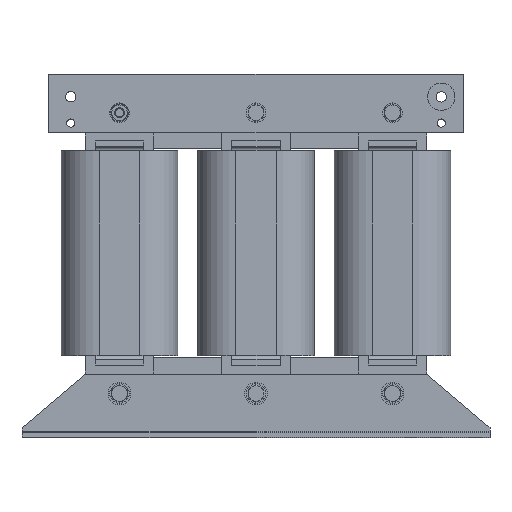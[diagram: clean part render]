
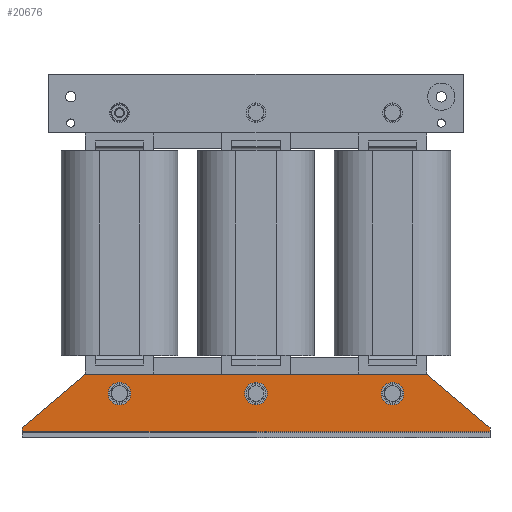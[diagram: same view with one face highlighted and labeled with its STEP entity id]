
A CAD part, top view. The second image highlights one B-rep face of the part: STEP entity #20676.
In plain terms, the highlighted planar face has unit normal (0, 0, 1).
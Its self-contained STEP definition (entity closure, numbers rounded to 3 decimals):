
#408 = FACE_BOUND ( 'NONE', #23664, .T. ) ;
#525 = DIRECTION ( 'NONE',  ( 0., 0., -1. ) ) ;
#712 = DIRECTION ( 'NONE',  ( 0., 0., -1. ) ) ;
#1282 = VECTOR ( 'NONE', #24963, 1000. ) ;
#1397 = EDGE_CURVE ( 'Defeature ausgef�hrt1_783+Defeature ausgef�hrt1_727+Defeature ausgef�hrt1_728+Defeature ausgef�hrt1_726', #23110, #18396, #24342, .T. ) ;
#1897 = CARTESIAN_POINT ( 'NONE',  ( 240., -35., 42.25 ) ) ;
#1997 = EDGE_CURVE ( 'Defeature ausgef�hrt1_727+Defeature ausgef�hrt1_655+Defeature ausgef�hrt1_655+Defeature ausgef�hrt1_655', #21919, #27747, #20143, .T. ) ;
#2349 = VECTOR ( 'NONE', #17301, 1000. ) ;
#2492 = CARTESIAN_POINT ( 'NONE',  ( 140., 0., 42.25 ) ) ;
#2542 = VECTOR ( 'NONE', #17511, 1000. ) ;
#2932 = ORIENTED_EDGE ( 'NONE', *, *, #26858, .T. ) ;
#2943 = DIRECTION ( 'NONE',  ( 1., 0., 0. ) ) ;
#3019 = VERTEX_POINT ( 'NONE', #15614 ) ;
#3233 = CIRCLE ( 'NONE', #19580, 11.5 ) ;
#3968 = EDGE_CURVE ( 'Defeature ausgef�hrt1_726+Defeature ausgef�hrt1_727+Defeature ausgef�hrt1_783+Defeature ausgef�hrt1_661', #18396, #21969, #27432, .T. ) ;
#4083 = VECTOR ( 'NONE', #7729, 1000. ) ;
#4569 = DIRECTION ( 'NONE',  ( 0., -1., 0. ) ) ;
#4623 = ORIENTED_EDGE ( 'NONE', *, *, #10639, .T. ) ;
#4934 = CARTESIAN_POINT ( 'NONE',  ( -140., 0., 42.25 ) ) ;
#5478 = ORIENTED_EDGE ( 'NONE', *, *, #24997, .T. ) ;
#5758 = ORIENTED_EDGE ( 'NONE', *, *, #7502, .F. ) ;
#5781 = DIRECTION ( 'NONE',  ( 0., -1., 0. ) ) ;
#6283 = EDGE_CURVE ( 'Defeature ausgef�hrt1_727+Defeature ausgef�hrt1_654+Defeature ausgef�hrt1_654+Defeature ausgef�hrt1_654', #3019, #28654, #8167, .T. ) ;
#6306 = DIRECTION ( 'NONE',  ( 0.763, -0.646, 0. ) ) ;
#6358 = CARTESIAN_POINT ( 'NONE',  ( -240., -39., 42.25 ) ) ;
#6432 = VERTEX_POINT ( 'NONE', #27758 ) ;
#6677 = EDGE_LOOP ( 'NONE', ( #4623, #22681 ) ) ;
#6902 = DIRECTION ( 'NONE',  ( 0., 0., -1. ) ) ;
#7057 = FACE_BOUND ( 'NONE', #6677, .T. ) ;
#7088 = DIRECTION ( 'NONE',  ( 0., 0., -1. ) ) ;
#7502 = EDGE_CURVE ( 'Defeature ausgef�hrt1_659+Defeature ausgef�hrt1_727+Defeature ausgef�hrt1_653+Defeature ausgef�hrt1_728', #18967, #22752, #19907, .T. ) ;
#7729 = DIRECTION ( 'NONE',  ( -1., 0., 0. ) ) ;
#7789 = CIRCLE ( 'NONE', #22463, 11.5 ) ;
#8167 = CIRCLE ( 'NONE', #10895, 11.5 ) ;
#8589 = VERTEX_POINT ( 'NONE', #16895 ) ;
#8635 = VERTEX_POINT ( 'NONE', #10775 ) ;
#8817 = CARTESIAN_POINT ( 'NONE',  ( 240., -40., 42.25 ) ) ;
#8858 = CARTESIAN_POINT ( 'NONE',  ( -240., 20., 42.25 ) ) ;
#9166 = EDGE_CURVE ( 'Defeature ausgef�hrt1_661+Defeature ausgef�hrt1_727+Defeature ausgef�hrt1_726+Defeature ausgef�hrt1_653', #21969, #8589, #17674, .T. ) ;
#9545 = EDGE_CURVE ( 'Defeature ausgef�hrt1_653+Defeature ausgef�hrt1_727+Defeature ausgef�hrt1_661+Defeature ausgef�hrt1_659', #8589, #18967, #18342, .T. ) ;
#9654 = LINE ( 'NONE', #22934, #1282 ) ;
#10325 = ORIENTED_EDGE ( 'NONE', *, *, #6283, .T. ) ;
#10616 = CARTESIAN_POINT ( 'NONE',  ( 151.5, 0., 42.25 ) ) ;
#10639 = EDGE_CURVE ( 'Defeature ausgef�hrt1_727+Defeature ausgef�hrt1_655+Defeature ausgef�hrt1_655+Defeature ausgef�hrt1_655', #27747, #21919, #7789, .T. ) ;
#10775 = CARTESIAN_POINT ( 'NONE',  ( 11.5, 0., 42.25 ) ) ;
#10870 = ORIENTED_EDGE ( 'NONE', *, *, #3968, .F. ) ;
#10895 = AXIS2_PLACEMENT_3D ( 'NONE', #4934, #712, #16329 ) ;
#11020 = CARTESIAN_POINT ( 'NONE',  ( -151.5, 0., 42.25 ) ) ;
#11252 = FACE_OUTER_BOUND ( 'NONE', #14034, .T. ) ;
#12493 = ORIENTED_EDGE ( 'NONE', *, *, #18725, .F. ) ;
#12807 = CARTESIAN_POINT ( 'NONE',  ( 240., -39., 42.25 ) ) ;
#13433 = ORIENTED_EDGE ( 'NONE', *, *, #1397, .F. ) ;
#13893 = DIRECTION ( 'NONE',  ( 0., 0., -1. ) ) ;
#13897 = CARTESIAN_POINT ( 'NONE',  ( 0., 0., 42.25 ) ) ;
#13972 = AXIS2_PLACEMENT_3D ( 'NONE', #15670, #7088, #4569 ) ;
#14007 = CARTESIAN_POINT ( 'NONE',  ( -140., 0., 42.25 ) ) ;
#14034 = EDGE_LOOP ( 'NONE', ( #12493, #5758, #23548, #21085, #10870, #13433 ) ) ;
#14688 = CARTESIAN_POINT ( 'NONE',  ( 102.603, 81.259, 42.25 ) ) ;
#14813 = CIRCLE ( 'NONE', #27211, 11.5 ) ;
#15473 = CARTESIAN_POINT ( 'NONE',  ( -175., 20., 42.25 ) ) ;
#15604 = CARTESIAN_POINT ( 'NONE',  ( -240., -35., 42.25 ) ) ;
#15614 = CARTESIAN_POINT ( 'NONE',  ( -128.5, 0., 42.25 ) ) ;
#15670 = CARTESIAN_POINT ( 'NONE',  ( 140., 0., 42.25 ) ) ;
#16329 = DIRECTION ( 'NONE',  ( 0., -1., 0. ) ) ;
#16381 = CARTESIAN_POINT ( 'NONE',  ( 240., 20., 42.25 ) ) ;
#16433 = EDGE_CURVE ( 'Defeature ausgef�hrt1_727+Defeature ausgef�hrt1_656+Defeature ausgef�hrt1_656+Defeature ausgef�hrt1_656', #6432, #8635, #3233, .T. ) ;
#16479 = FACE_BOUND ( 'NONE', #18244, .T. ) ;
#16895 = CARTESIAN_POINT ( 'NONE',  ( 240., -39., 42.25 ) ) ;
#17301 = DIRECTION ( 'NONE',  ( 0., -1., 0. ) ) ;
#17511 = DIRECTION ( 'NONE',  ( 0., 1., 0. ) ) ;
#17674 = LINE ( 'NONE', #8817, #2349 ) ;
#18066 = DIRECTION ( 'NONE',  ( 0., -1., 0. ) ) ;
#18244 = EDGE_LOOP ( 'NONE', ( #5478, #24850 ) ) ;
#18342 = LINE ( 'NONE', #12807, #4083 ) ;
#18396 = VERTEX_POINT ( 'NONE', #18986 ) ;
#18430 = DIRECTION ( 'NONE',  ( 0., -1., 0. ) ) ;
#18725 = EDGE_CURVE ( 'Defeature ausgef�hrt1_728+Defeature ausgef�hrt1_727+Defeature ausgef�hrt1_659+Defeature ausgef�hrt1_783', #22752, #23110, #9654, .T. ) ;
#18775 = CARTESIAN_POINT ( 'NONE',  ( 0., -40., 42.25 ) ) ;
#18967 = VERTEX_POINT ( 'NONE', #6358 ) ;
#18986 = CARTESIAN_POINT ( 'NONE',  ( 175., 20., 42.25 ) ) ;
#19580 = AXIS2_PLACEMENT_3D ( 'NONE', #20306, #26883, #24567 ) ;
#19907 = LINE ( 'NONE', #8858, #2542 ) ;
#20143 = CIRCLE ( 'NONE', #13972, 11.5 ) ;
#20306 = CARTESIAN_POINT ( 'NONE',  ( 0., 0., 42.25 ) ) ;
#20503 = CIRCLE ( 'NONE', #28656, 11.5 ) ;
#20676 = ADVANCED_FACE ( 'Defeature ausgef�hrt1_727', ( #16479, #7057, #408, #11252 ), #23386, .T. ) ;
#21085 = ORIENTED_EDGE ( 'NONE', *, *, #9166, .F. ) ;
#21919 = VERTEX_POINT ( 'NONE', #28455 ) ;
#21969 = VERTEX_POINT ( 'NONE', #1897 ) ;
#22463 = AXIS2_PLACEMENT_3D ( 'NONE', #2492, #13893, #22581 ) ;
#22581 = DIRECTION ( 'NONE',  ( 0., -1., 0. ) ) ;
#22681 = ORIENTED_EDGE ( 'NONE', *, *, #1997, .T. ) ;
#22752 = VERTEX_POINT ( 'NONE', #15604 ) ;
#22934 = CARTESIAN_POINT ( 'NONE',  ( -102.603, 81.259, 42.25 ) ) ;
#23110 = VERTEX_POINT ( 'NONE', #15473 ) ;
#23386 = PLANE ( 'NONE',  #23718 ) ;
#23548 = ORIENTED_EDGE ( 'NONE', *, *, #9545, .F. ) ;
#23664 = EDGE_LOOP ( 'NONE', ( #10325, #2932 ) ) ;
#23718 = AXIS2_PLACEMENT_3D ( 'NONE', #18775, #27945, #5781 ) ;
#24342 = LINE ( 'NONE', #16381, #26073 ) ;
#24567 = DIRECTION ( 'NONE',  ( 0., -1., 0. ) ) ;
#24656 = VECTOR ( 'NONE', #6306, 1000. ) ;
#24850 = ORIENTED_EDGE ( 'NONE', *, *, #16433, .T. ) ;
#24963 = DIRECTION ( 'NONE',  ( 0.763, 0.646, 0. ) ) ;
#24997 = EDGE_CURVE ( 'Defeature ausgef�hrt1_727+Defeature ausgef�hrt1_656+Defeature ausgef�hrt1_656+Defeature ausgef�hrt1_656', #8635, #6432, #20503, .T. ) ;
#26073 = VECTOR ( 'NONE', #2943, 1000. ) ;
#26858 = EDGE_CURVE ( 'Defeature ausgef�hrt1_727+Defeature ausgef�hrt1_654+Defeature ausgef�hrt1_654+Defeature ausgef�hrt1_654', #28654, #3019, #14813, .T. ) ;
#26883 = DIRECTION ( 'NONE',  ( 0., 0., -1. ) ) ;
#27211 = AXIS2_PLACEMENT_3D ( 'NONE', #14007, #6902, #18066 ) ;
#27432 = LINE ( 'NONE', #14688, #24656 ) ;
#27747 = VERTEX_POINT ( 'NONE', #10616 ) ;
#27758 = CARTESIAN_POINT ( 'NONE',  ( -11.5, 0., 42.25 ) ) ;
#27945 = DIRECTION ( 'NONE',  ( 0., 0., 1. ) ) ;
#28455 = CARTESIAN_POINT ( 'NONE',  ( 128.5, 0., 42.25 ) ) ;
#28654 = VERTEX_POINT ( 'NONE', #11020 ) ;
#28656 = AXIS2_PLACEMENT_3D ( 'NONE', #13897, #525, #18430 ) ;
